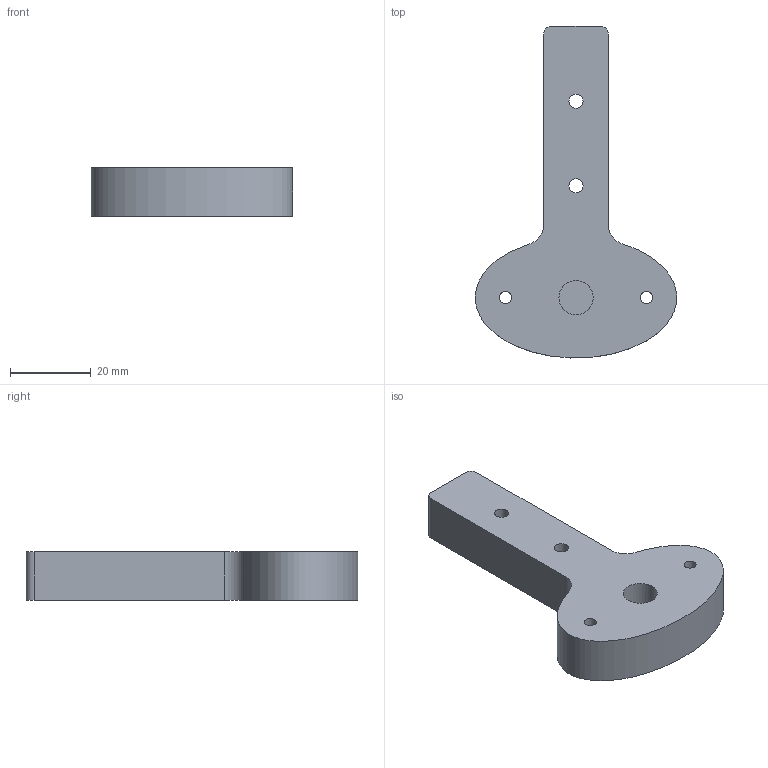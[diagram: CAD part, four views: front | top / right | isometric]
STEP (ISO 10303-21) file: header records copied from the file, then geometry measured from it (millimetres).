
FILE_DESCRIPTION(/* description */ (''),/* implementation_level */ '2;1');
FILE_NAME(/* name */ 'baffle-elipse-support-bottom.step',/* time_stamp */ '2022-03-25T15:14:52+01:00',/* author */ (''),/* organization */ (''),/* preprocessor_version */ 'ST-DEVELOPER v18.1',/* originating_system */ 'Autodesk Translation Framework v10.13.0.1454',/* authorisation */ '');
FILE_SCHEMA (('AUTOMOTIVE_DESIGN { 1 0 10303 214 3 1 1 }'));
Length unit declared in the file: millimetre
Products named in the file (1): Baffle elipse support bottom
Bounding box: 49.97 x 82.37 x 12 mm (x, y, z)
Volume: 23547.9 mm3; surface area: 7390.7 mm2
Topology: 1 solids, 1 shells, 16 faces, 39 edges, 26 vertices
Faces by surface type: cylinder 9, plane 6, bspline 1
Full cylindrical faces by diameter (mm): 3 x2, 3.5 x2, 8.5 x1
Entity records: 552 total; most frequent: CARTESIAN_POINT 99, DIRECTION 91, ORIENTED_EDGE 78, EDGE_CURVE 39, AXIS2_PLACEMENT_3D 36, VERTEX_POINT 26, EDGE_LOOP 25, LINE 19
